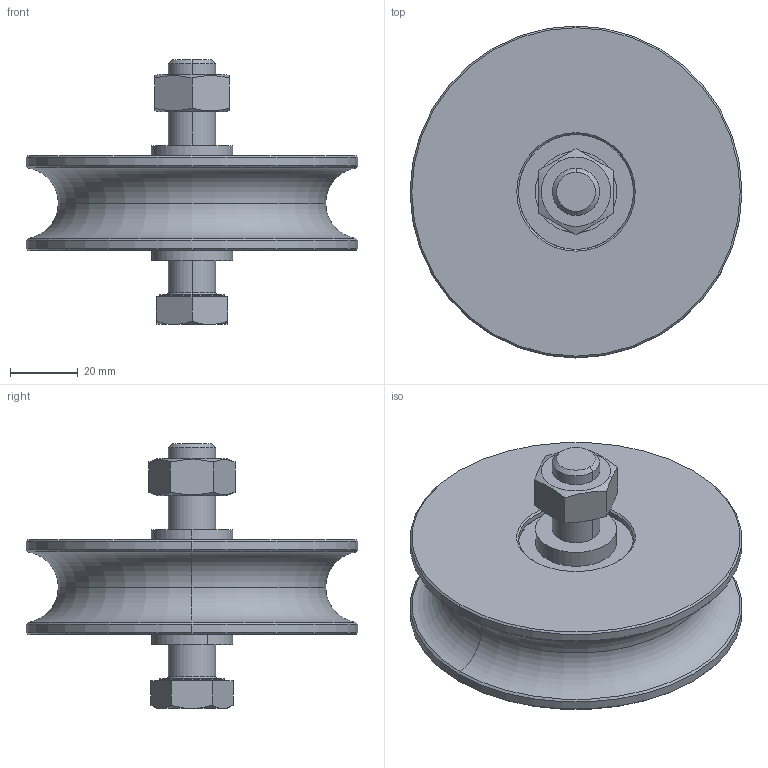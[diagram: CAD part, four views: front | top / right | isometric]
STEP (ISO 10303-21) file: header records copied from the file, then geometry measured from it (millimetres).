
FILE_DESCRIPTION (( 'STEP AP214' ), '1' );
FILE_NAME ('0026879_CF-315-100_(A-01).step', '2018-11-22T11:38:08', ( '' ), ( '' ), 'SwSTEP 2.0', 'SolidWorks 2018', '' );
FILE_SCHEMA (( 'AUTOMOTIVE_DESIGN' ));
Length unit declared in the file: millimetre
Products named in the file (1): 0026879_CF-315-100_(A-01)
Bounding box: 98 x 98 x 78.2 mm (x, y, z)
Volume: 175550.5 mm3; surface area: 56751.5 mm2
Topology: 15 solids, 15 shells, 208 faces, 426 edges, 258 vertices
Faces by surface type: cylinder 82, plane 52, torus 46, cone 28
Entity records: 8154 total; most frequent: DIRECTION 1092, CARTESIAN_POINT 1077, ORIENTED_EDGE 852, AXIS2_PLACEMENT_3D 485, EDGE_CURVE 426, CIRCLE 276, VERTEX_POINT 258, EDGE_LOOP 246
